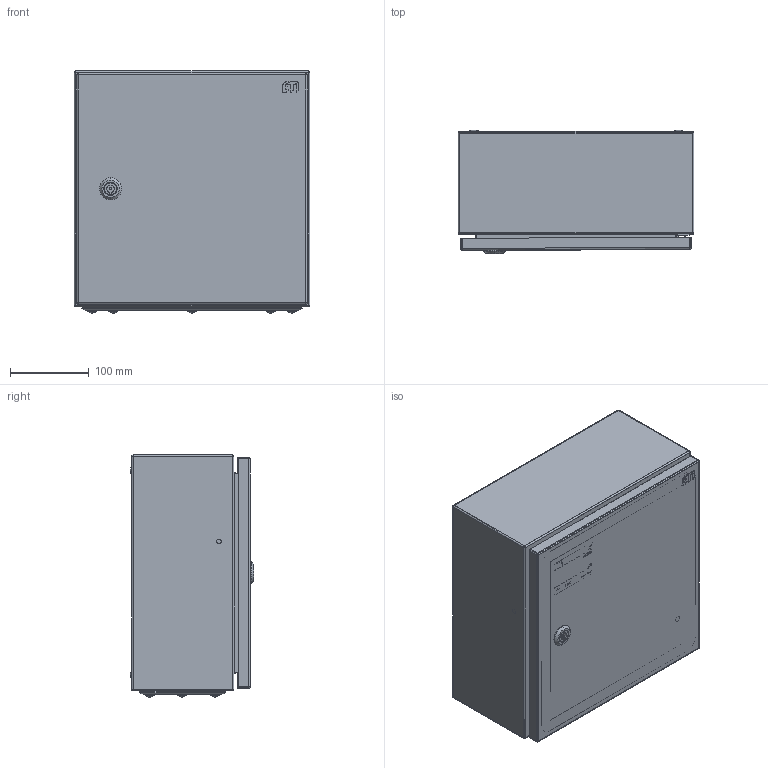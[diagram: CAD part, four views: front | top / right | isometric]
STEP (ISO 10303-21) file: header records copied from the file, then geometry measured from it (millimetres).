
FILE_DESCRIPTION((''),'2;1');
FILE_NAME('GT_30_30_15_ASM','2021-11-04T',('marketing.praksa'),('Audax d.o.o.'),'CREO PARAMETRIC BY PTC INC, 2017480','CREO PARAMETRIC BY PTC INC, 2017480','');
FILE_SCHEMA(('AUTOMOTIVE_DESIGN { 1 0 10303 214 1 1 1 1 }'));
Products named in the file (35): DRZWI_1_2_3_4_1_1_1_1_1_1; DRZWI_1_2_3_4_2_1_1_1_1_1; ZAWIAS_3_ST47_002_ELEMENT-336_5; ZAWIAS_3_ST47_002_ELEMENT-336_6; DRZWI_1_2_3_4_3_1_1_1_1_1; 1_EB_1000-U6_H__KORPUS_1_2_3_18; 1_EB_1000-U6_H__WK_ADKA_1_2___2; 1_EB_1000-U6_H__SRUBA_1_2_3_1_2; DRZWI_1_2_3_4_4_1_1_1_1_1; 1_EB_1000-U6_H__NAKR_TKA_1_2_24; DRZWI_1_2_3_4_5_1_1_1_1_1; ANSI_B27_7M_3CMI-4-33658_1_1_1_; DRZWI_1_2_3_4_6_1_1_1_1_1; DRZWI_1_2_3_4_7_1_1_1_1_1; ANSI_B27_7M_3CMI-4-33661_1_1_1_; DRZWI_1_2_3_4_8_1_1_1_1_1; ETI_LOGO_1_1_1_1_1_2_3_1_1_1_1_; ETI_LOGO_2_1_1_1_1_2_3_1_1_1_1_; ETI_LOGO_3_1_1_1_1_2_3_1_1_1_1_; PRZEPUST_1_2_3_1_1_1_1_1_1; PRZEPUST_1_2_3_1_1_1_2_1_1; PRZEPUST_1_2_3_1_1_1_3_1_1; PRZEPUST_1_2_3_1_1_1_4_1_1; PRZEPUST_1_2_3_1_1_1_5_1_1; PRZEPUST_1_2_3_1_1_1_6_1_1; PRZEPUST_1_2_3_1_1_1_7_1_1; PRZEPUST_1_2_3_1_1_1_8_1_1; KOR_GT_30-30-15_1_1_1_1_1; ZAWIAS_1_2_3_1_1_1_1_1; TULEJA_1_2_3_1_1_1_1_1; PLYTA_1_2_3_1_1_1_1_1; NAKRETKA_M8_1_2_3_1_1_1_1_1; ZASLEPKA_10_7_1_1_1_1_1_1_1; BOTTOM_30-30-15_1; GT_30_30_15_ASM
Assembly tree (44 placements, depth 2):
  GT_30_30_15_ASM
    DRZWI_1_2_3_4_1_1_1_1_1_1
    DRZWI_1_2_3_4_2_1_1_1_1_1
    ZAWIAS_3_ST47_002_ELEMENT-336_5
    ZAWIAS_3_ST47_002_ELEMENT-336_6
    DRZWI_1_2_3_4_3_1_1_1_1_1
    1_EB_1000-U6_H__KORPUS_1_2_3_18
    1_EB_1000-U6_H__WK_ADKA_1_2___2
    1_EB_1000-U6_H__SRUBA_1_2_3_1_2
    DRZWI_1_2_3_4_4_1_1_1_1_1
    1_EB_1000-U6_H__NAKR_TKA_1_2_24
    DRZWI_1_2_3_4_5_1_1_1_1_1
    ANSI_B27_7M_3CMI-4-33658_1_1_1_
    DRZWI_1_2_3_4_6_1_1_1_1_1
    DRZWI_1_2_3_4_7_1_1_1_1_1
    ANSI_B27_7M_3CMI-4-33661_1_1_1_
    DRZWI_1_2_3_4_8_1_1_1_1_1
    ETI_LOGO_1_1_1_1_1_2_3_1_1_1_1_
    ETI_LOGO_2_1_1_1_1_2_3_1_1_1_1_
    ETI_LOGO_3_1_1_1_1_2_3_1_1_1_1_
    PRZEPUST_1_2_3_1_1_1_1_1_1
    PRZEPUST_1_2_3_1_1_1_2_1_1
    PRZEPUST_1_2_3_1_1_1_3_1_1
    PRZEPUST_1_2_3_1_1_1_4_1_1
    PRZEPUST_1_2_3_1_1_1_5_1_1
    PRZEPUST_1_2_3_1_1_1_6_1_1
    PRZEPUST_1_2_3_1_1_1_7_1_1
    PRZEPUST_1_2_3_1_1_1_8_1_1
    KOR_GT_30-30-15_1_1_1_1_1
    ZAWIAS_1_2_3_1_1_1_1_1  x2
    TULEJA_1_2_3_1_1_1_1_1  x4
    PLYTA_1_2_3_1_1_1_1_1
    NAKRETKA_M8_1_2_3_1_1_1_1_1  x4
    ZASLEPKA_10_7_1_1_1_1_1_1_1  x4
    BOTTOM_30-30-15_1
Bounding box: 300 x 156.95 x 307.94 mm (x, y, z)
Volume: 786695.5 mm3; surface area: 1032315.4 mm2
Topology: 44 solids, 44 shells, 2385 faces, 6566 edges, 4370 vertices
Faces by surface type: plane 1070, cylinder 832, extrusion 136, cone 120, torus 116, bspline 65, sphere 46
Entity records: 80358 total; most frequent: CARTESIAN_POINT 16721, DIRECTION 9693, ORIENTED_EDGE 9624, PRESENTATION_STYLE_ASSIGNMENT 4846, STYLED_ITEM 4846, CURVE_STYLE 4812, EDGE_CURVE 4812, AXIS2_PLACEMENT_3D 3521
